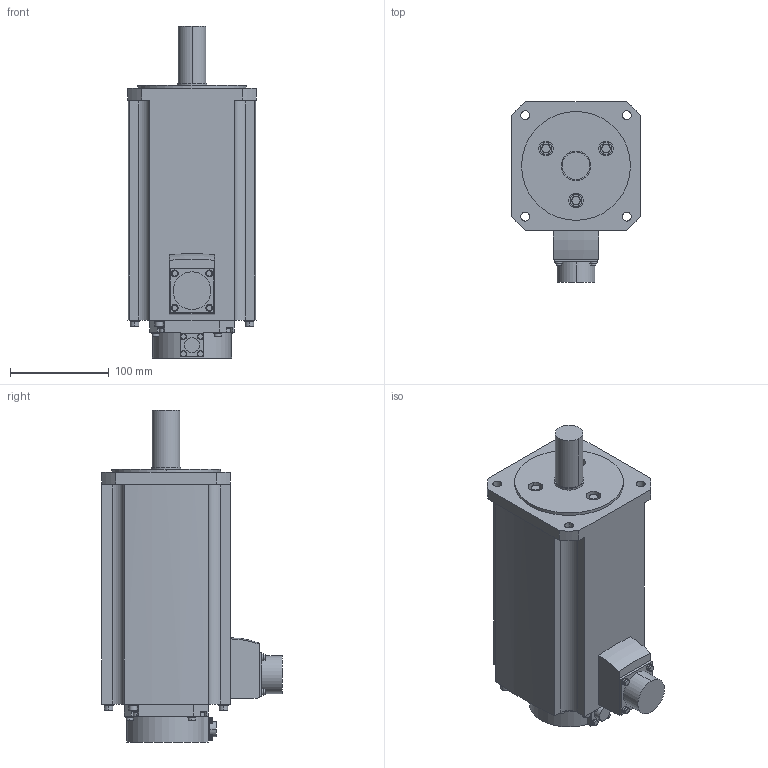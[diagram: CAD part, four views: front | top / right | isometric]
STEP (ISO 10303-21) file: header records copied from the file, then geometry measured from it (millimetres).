
FILE_DESCRIPTION((''),'2;1');
FILE_NAME('HG-RR503_ASM','2013-01-12T',('QG77621'),(''),'PRO/ENGINEER BY PARAMETRIC TECHNOLOGY CORPORATION, 2009400','PRO/ENGINEER BY PARAMETRIC TECHNOLOGY CORPORATION, 2009400','');
FILE_SCHEMA(('CONFIG_CONTROL_DESIGN'));
Length unit declared in the file: millimetre
Products named in the file (1): HG-RR503_ASM
Bounding box: 130 x 182.38 x 335.5 mm (x, y, z)
Volume: 3896960 mm3; surface area: 178985.5 mm2
Topology: 1 solids, 1 shells, 290 faces, 672 edges, 450 vertices
Faces by surface type: cylinder 155, plane 134, torus 1
Entity records: 8470 total; most frequent: DIRECTION 1572, CARTESIAN_POINT 1446, ORIENTED_EDGE 1344, EDGE_CURVE 672, AXIS2_PLACEMENT_3D 612, VERTEX_POINT 450, EDGE_LOOP 364, VECTOR 348
